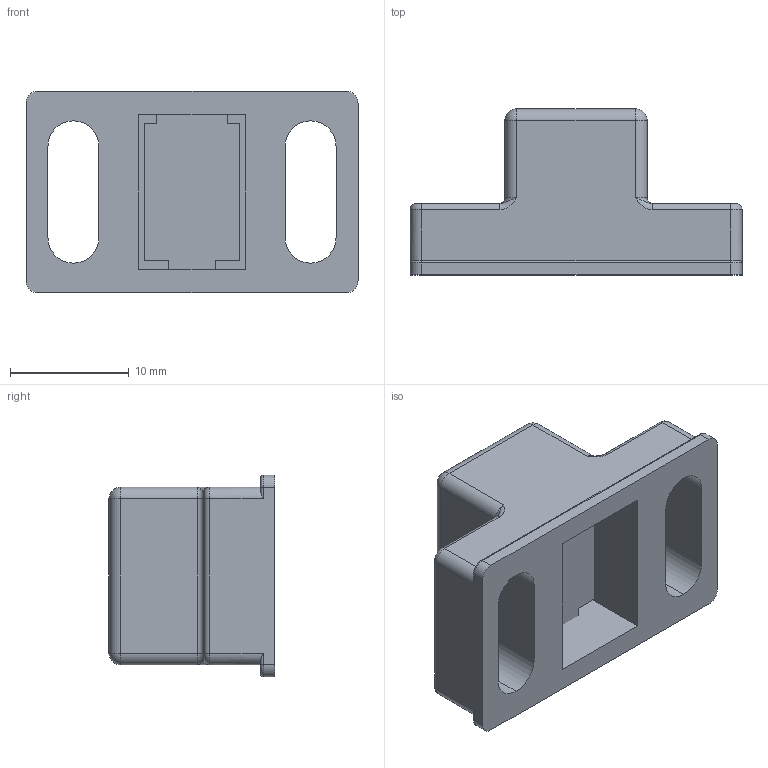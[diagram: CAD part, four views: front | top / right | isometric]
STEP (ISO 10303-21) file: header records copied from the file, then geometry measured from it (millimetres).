
FILE_DESCRIPTION (( 'STEP AP214' ), '1' );
FILE_NAME ('255610500.STEP', '2014-02-18T15:12:34', ( '' ), ( '' ), 'SwSTEP 2.0', 'SolidWorks 2014', '' );
FILE_SCHEMA (( 'AUTOMOTIVE_DESIGN' ));
Length unit declared in the file: millimetre
Products named in the file (1): 255610500
Bounding box: 28 x 14 x 17 mm (x, y, z)
Volume: 2743.3 mm3; surface area: 3427 mm2
Topology: 4 solids, 4 shells, 123 faces, 300 edges, 178 vertices
Faces by surface type: plane 57, cylinder 40, torus 18, bspline 4, sphere 4
Entity records: 5232 total; most frequent: CARTESIAN_POINT 966, DIRECTION 600, ORIENTED_EDGE 584, EDGE_CURVE 292, AXIS2_PLACEMENT_3D 208, VECTOR 184, LINE 184, VERTEX_POINT 178
